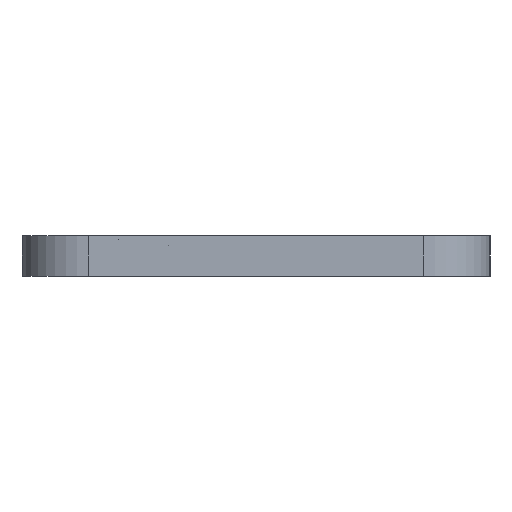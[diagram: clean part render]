
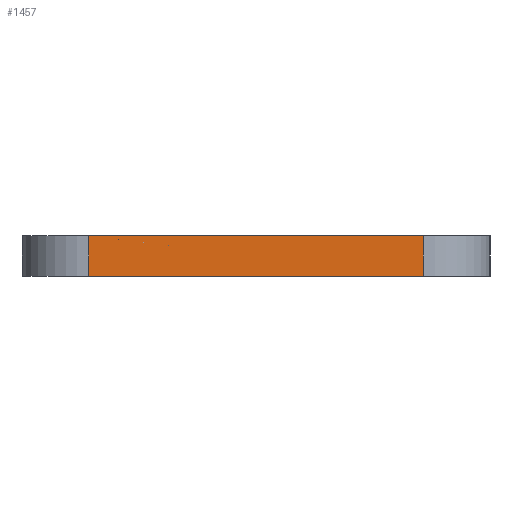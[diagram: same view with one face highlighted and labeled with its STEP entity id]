
A CAD part, left-side view. The second image highlights one B-rep face of the part: STEP entity #1457.
In plain terms, the highlighted planar face has unit normal (-1, 0, 0).
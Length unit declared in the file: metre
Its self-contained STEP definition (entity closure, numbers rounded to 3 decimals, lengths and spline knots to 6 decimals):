
#331=ORIENTED_EDGE('',*,*,#638,.T.);
#332=ORIENTED_EDGE('',*,*,#737,.T.);
#333=ORIENTED_EDGE('',*,*,#652,.F.);
#334=ORIENTED_EDGE('',*,*,#738,.T.);
#638=EDGE_CURVE('',#860,#859,#974,.T.);
#652=EDGE_CURVE('',#873,#874,#981,.T.);
#737=EDGE_CURVE('',#859,#874,#1033,.T.);
#738=EDGE_CURVE('',#873,#860,#1034,.F.);
#859=VERTEX_POINT('',#2273);
#860=VERTEX_POINT('',#2275);
#873=VERTEX_POINT('',#2302);
#874=VERTEX_POINT('',#2304);
#974=LINE('',#2274,#1122);
#981=LINE('',#2303,#1129);
#1033=LINE('',#2466,#1181);
#1034=LINE('',#2467,#1182);
#1122=VECTOR('',#1790,1.);
#1129=VECTOR('',#1813,1.);
#1181=VECTOR('',#1961,1.);
#1182=VECTOR('',#1962,1.);
#1258=EDGE_LOOP('',(#331,#332,#333,#334));
#1342=FACE_BOUND('',#1258,.T.);
#1410=PLANE('',#1620);
#1457=ADVANCED_FACE('',(#1342),#1410,.T.);
#1620=AXIS2_PLACEMENT_3D('',#2465,#1959,#1960);
#1790=DIRECTION('',(0.,-1.,0.));
#1813=DIRECTION('',(0.,-1.,0.));
#1959=DIRECTION('',(-1.,0.,0.));
#1960=DIRECTION('',(0.,0.,1.));
#1961=DIRECTION('',(0.,0.,1.));
#1962=DIRECTION('',(0.,0.,1.));
#2273=CARTESIAN_POINT('',(-0.130175,-0.015875,-0.00381));
#2274=CARTESIAN_POINT('',(-0.130175,0.,-0.00381));
#2275=CARTESIAN_POINT('',(-0.130175,0.015875,-0.00381));
#2302=CARTESIAN_POINT('',(-0.130175,0.015875,0.));
#2303=CARTESIAN_POINT('',(-0.130175,0.,0.));
#2304=CARTESIAN_POINT('',(-0.130175,-0.015875,0.));
#2465=CARTESIAN_POINT('',(-0.130175,0.,-0.00381));
#2466=CARTESIAN_POINT('',(-0.130175,-0.015875,0.));
#2467=CARTESIAN_POINT('',(-0.130175,0.015875,-0.00381));
